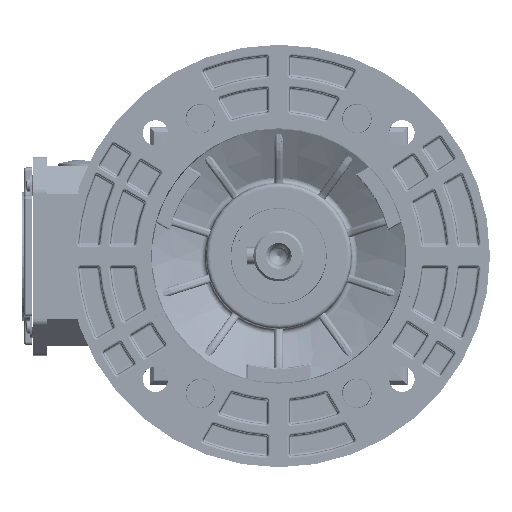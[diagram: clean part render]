
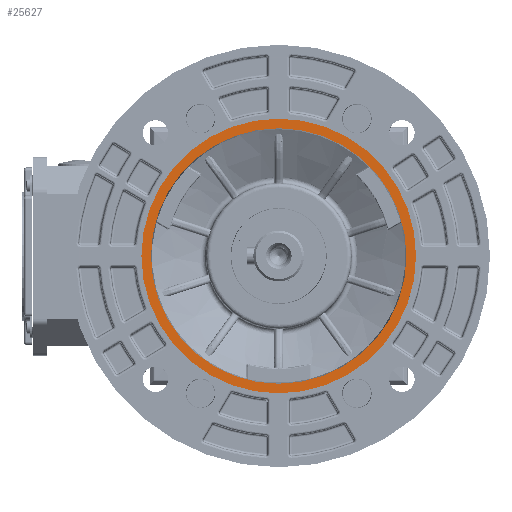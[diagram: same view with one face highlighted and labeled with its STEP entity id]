
A CAD part, top view. The second image highlights one B-rep face of the part: STEP entity #25627.
In plain terms, the highlighted planar face has unit normal (0, 0, 1).
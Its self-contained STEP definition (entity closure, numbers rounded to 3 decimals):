
#14318=FACE_BOUND('',#37666,.T.);
#14319=FACE_BOUND('',#37667,.T.);
#19882=CIRCLE('',#109336,65.);
#19907=CIRCLE('',#109372,60.465);
#25627=ADVANCED_FACE('3-0-49',(#14318,#14319),#27563,.T.);
#27563=PLANE('',#109442);
#37666=EDGE_LOOP('',(#59102));
#37667=EDGE_LOOP('',(#59103));
#59102=ORIENTED_EDGE('',*,*,#88222,.T.);
#59103=ORIENTED_EDGE('',*,*,#88284,.T.);
#72999=VERTEX_POINT('',#192834);
#73041=VERTEX_POINT('',#193184);
#88222=EDGE_CURVE('',#72999,#72999,#19882,.T.);
#88284=EDGE_CURVE('',#73041,#73041,#19907,.T.);
#109336=AXIS2_PLACEMENT_3D('',#192833,#129969,#129970);
#109372=AXIS2_PLACEMENT_3D('',#193183,#130041,#130042);
#109442=AXIS2_PLACEMENT_3D('',#193907,#130247,#130248);
#129969=DIRECTION('',(0.,0.,1.));
#129970=DIRECTION('',(-1.,0.,0.));
#130041=DIRECTION('',(0.,0.,-1.));
#130042=DIRECTION('',(0.,1.,0.));
#130247=DIRECTION('',(0.,0.,1.));
#130248=DIRECTION('',(-1.,0.,0.));
#192833=CARTESIAN_POINT('',(0.,0.,
66.));
#192834=CARTESIAN_POINT('',(-65.,0.,66.));
#193183=CARTESIAN_POINT('',(0.,0.,
66.));
#193184=CARTESIAN_POINT('',(0.,60.465,66.));
#193907=CARTESIAN_POINT('',(72.05,72.05,66.));
